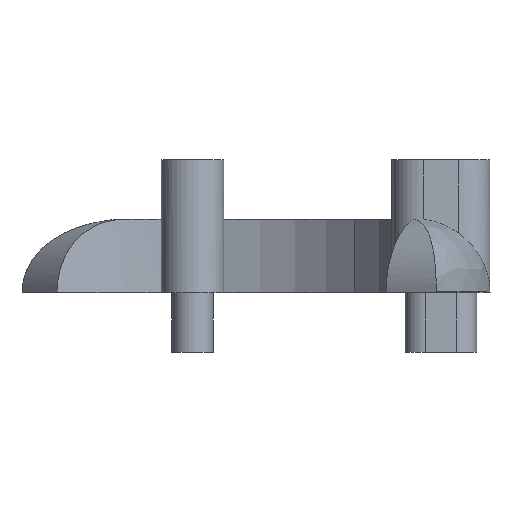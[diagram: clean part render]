
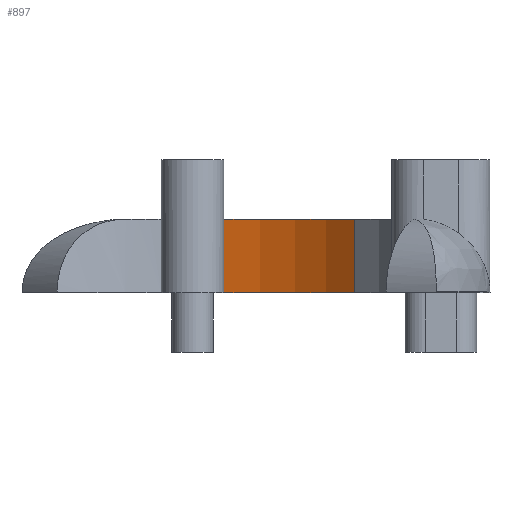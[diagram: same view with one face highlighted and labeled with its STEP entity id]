
A CAD part, front view. The second image highlights one B-rep face of the part: STEP entity #897.
In plain terms, the highlighted cylindrical face has radius 32.524 mm (diameter 65.049 mm), a partial arc.
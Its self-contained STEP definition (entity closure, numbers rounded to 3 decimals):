
#83=FACE_OUTER_BOUND('',#139,.T.);
#139=EDGE_LOOP('',(#605,#606,#607,#608));
#203=CIRCLE('',#969,32.524);
#204=CIRCLE('',#970,32.524);
#243=LINE('',#1323,#313);
#244=LINE('',#1327,#314);
#313=VECTOR('',#1066,10.);
#314=VECTOR('',#1069,10.);
#383=VERTEX_POINT('',#1321);
#384=VERTEX_POINT('',#1322);
#385=VERTEX_POINT('',#1324);
#386=VERTEX_POINT('',#1326);
#471=EDGE_CURVE('',#383,#384,#243,.T.);
#472=EDGE_CURVE('',#384,#385,#203,.T.);
#473=EDGE_CURVE('',#385,#386,#244,.T.);
#474=EDGE_CURVE('',#383,#386,#204,.T.);
#605=ORIENTED_EDGE('',*,*,#471,.T.);
#606=ORIENTED_EDGE('',*,*,#472,.T.);
#607=ORIENTED_EDGE('',*,*,#473,.T.);
#608=ORIENTED_EDGE('',*,*,#474,.F.);
#873=CYLINDRICAL_SURFACE('',#968,32.524);
#897=ADVANCED_FACE('',(#83),#873,.F.);
#968=AXIS2_PLACEMENT_3D('',#1320,#1064,#1065);
#969=AXIS2_PLACEMENT_3D('',#1325,#1067,#1068);
#970=AXIS2_PLACEMENT_3D('',#1328,#1070,#1071);
#1064=DIRECTION('center_axis',(0.,0.,-1.));
#1065=DIRECTION('ref_axis',(0.163,0.987,0.));
#1066=DIRECTION('',(0.,0.,1.));
#1067=DIRECTION('center_axis',(0.,0.,1.));
#1068=DIRECTION('ref_axis',(0.163,0.987,0.));
#1069=DIRECTION('',(0.,0.,-1.));
#1070=DIRECTION('center_axis',(0.,0.,1.));
#1071=DIRECTION('ref_axis',(0.163,0.987,0.));
#1320=CARTESIAN_POINT('Origin',(3.208,3.208,8.));
#1321=CARTESIAN_POINT('',(26.199,26.213,8.));
#1322=CARTESIAN_POINT('',(26.199,26.213,18.));
#1323=CARTESIAN_POINT('',(26.199,26.213,8.));
#1324=CARTESIAN_POINT('',(8.494,35.298,18.));
#1325=CARTESIAN_POINT('Origin',(3.208,3.208,18.));
#1326=CARTESIAN_POINT('',(8.495,35.3,8.));
#1327=CARTESIAN_POINT('',(8.495,35.3,8.));
#1328=CARTESIAN_POINT('Origin',(3.208,3.208,8.));
